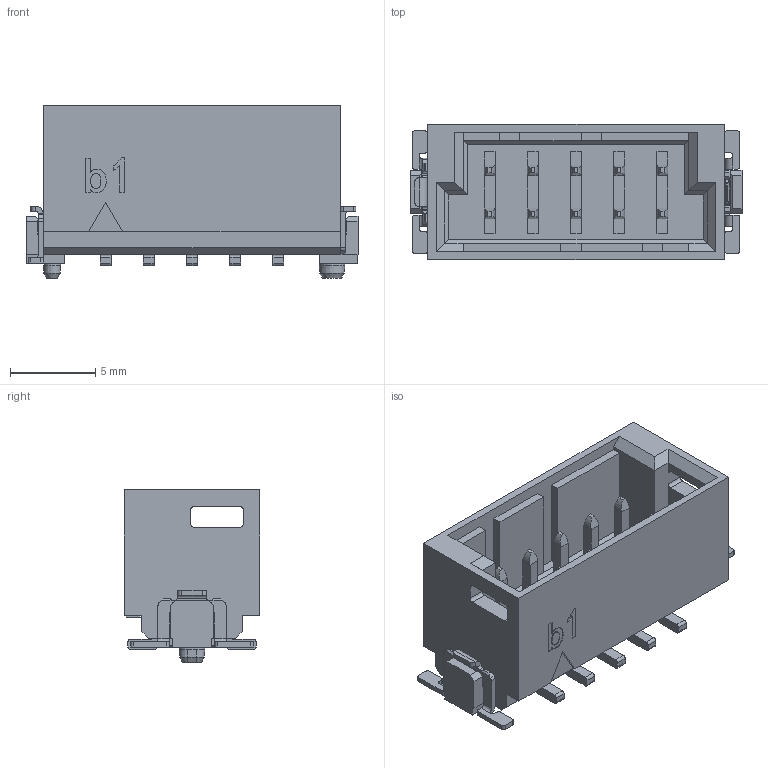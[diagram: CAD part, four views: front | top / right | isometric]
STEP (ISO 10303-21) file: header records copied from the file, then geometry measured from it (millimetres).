
FILE_DESCRIPTION( ('This file contains a STEP AP42 implementation' ,'as created by ZW3D STEP Interface translator.') ,'2;1' );
FILE_NAME( '3915-P10-2MXXWDXR1.stp' ,'23 9 1.151429', (''), ('ZWCAD Software Co.'), 'Version 1.0', 'ZW3D to STEP translator', '' );
FILE_SCHEMA(('AUTOMOTIVE_DESIGN { 1 0 10303 214 1 1 1 1 }'));
Length unit declared in the file: millimetre
Products named in the file (2): 0; M10-180-ASM
Bounding box: 19.52 x 7.94 x 10.15 mm (x, y, z)
Volume: 602.8 mm3; surface area: 1453.4 mm2
Topology: 1 solids, 2 shells, 933 faces, 2635 edges, 1689 vertices
Faces by surface type: plane 711, cylinder 202, bspline 14, cone 6
Full cylindrical faces by diameter (mm): 1.5 x1
Entity records: 32609 total; most frequent: CARTESIAN_POINT 7998, ORIENTED_EDGE 5288, DIRECTION 4340, EDGE_CURVE 2641, VECTOR 1858, LINE 1858, VERTEX_POINT 1695, AXIS2_PLACEMENT_3D 1241
